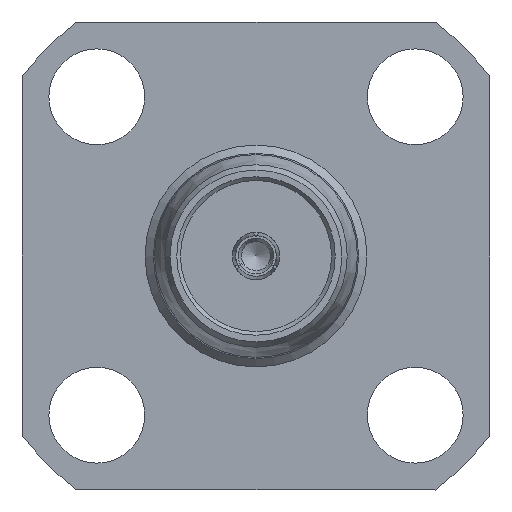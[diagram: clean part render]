
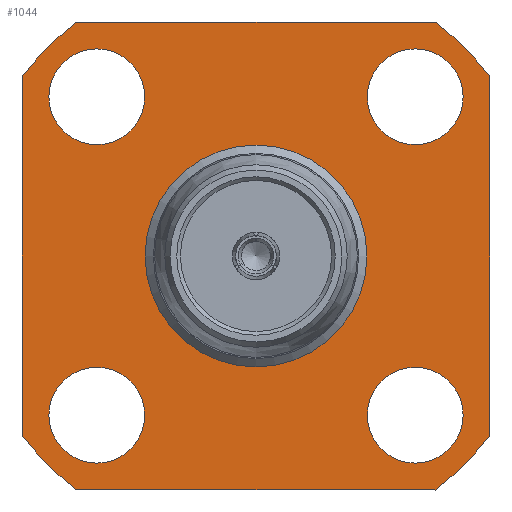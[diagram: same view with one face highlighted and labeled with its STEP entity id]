
A CAD part, left-side view. The second image highlights one B-rep face of the part: STEP entity #1044.
In plain terms, the highlighted planar face has unit normal (-1, 0, 0).
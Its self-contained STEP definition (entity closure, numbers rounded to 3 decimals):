
#9 = EDGE_CURVE ( 'NONE', #547, #547, #133, .T. ) ;
#29 = EDGE_CURVE ( 'NONE', #540, #540, #111, .T. ) ;
#30 = EDGE_CURVE ( 'NONE', #539, #539, #129, .T. ) ;
#42 = EDGE_CURVE ( 'NONE', #538, #538, #1624, .T. ) ;
#63 = EDGE_CURVE ( 'NONE', #950, #953, #1406, .T. ) ;
#106 = AXIS2_PLACEMENT_3D ( 'NONE', #385, #386, #387 ) ;
#107 = AXIS2_PLACEMENT_3D ( 'NONE', #382, #383, #384 ) ;
#111 = CIRCLE ( 'NONE', #107, 1.3 ) ;
#129 = CIRCLE ( 'NONE', #106, 3.01 ) ;
#133 = CIRCLE ( 'NONE', #134, 1.3 ) ;
#134 = AXIS2_PLACEMENT_3D ( 'NONE', #307, #308, #309 ) ;
#171 = DIRECTION ( 'NONE',  ( 0., 0., 1. ) ) ;
#172 = DIRECTION ( 'NONE',  ( -1., 0., 0. ) ) ;
#173 = CARTESIAN_POINT ( 'NONE',  ( 12.025, 0., 0. ) ) ;
#275 = EDGE_CURVE ( 'NONE', #946, #944, #1389, .T. ) ;
#276 = EDGE_CURVE ( 'NONE', #953, #948, #637, .T. ) ;
#277 = EDGE_CURVE ( 'NONE', #947, #946, #636, .T. ) ;
#282 = EDGE_CURVE ( 'NONE', #948, #947, #1377, .T. ) ;
#307 = CARTESIAN_POINT ( 'NONE',  ( 12.025, 4.32, -4.32 ) ) ;
#308 = DIRECTION ( 'NONE',  ( 1., 0., 0. ) ) ;
#309 = DIRECTION ( 'NONE',  ( 0., 0., -1. ) ) ;
#382 = CARTESIAN_POINT ( 'NONE',  ( 12.025, 4.32, 4.32 ) ) ;
#383 = DIRECTION ( 'NONE',  ( 1., 0., 0. ) ) ;
#384 = DIRECTION ( 'NONE',  ( 0., 0., -1. ) ) ;
#385 = CARTESIAN_POINT ( 'NONE',  ( 12.025, 0., 0. ) ) ;
#386 = DIRECTION ( 'NONE',  ( 1., 0., 0. ) ) ;
#387 = DIRECTION ( 'NONE',  ( 0., 1., 0. ) ) ;
#422 = CARTESIAN_POINT ( 'NONE',  ( 12.025, -4.32, 4.32 ) ) ;
#423 = DIRECTION ( 'NONE',  ( 1., 0., 0. ) ) ;
#424 = DIRECTION ( 'NONE',  ( 0., 0., -1. ) ) ;
#487 = VERTEX_POINT ( 'NONE', #1182 ) ;
#494 = VERTEX_POINT ( 'NONE', #1179 ) ;
#525 = VERTEX_POINT ( 'NONE', #1434 ) ;
#538 = VERTEX_POINT ( 'NONE', #1534 ) ;
#539 = VERTEX_POINT ( 'NONE', #1532 ) ;
#540 = VERTEX_POINT ( 'NONE', #1531 ) ;
#547 = VERTEX_POINT ( 'NONE', #1525 ) ;
#553 = LINE ( 'NONE', #1492, #1278 ) ;
#554 = LINE ( 'NONE', #1487, #1281 ) ;
#571 = FACE_OUTER_BOUND ( 'NONE', #826, .T. ) ;
#572 = FACE_BOUND ( 'NONE', #827, .T. ) ;
#573 = FACE_BOUND ( 'NONE', #832, .T. ) ;
#574 = FACE_BOUND ( 'NONE', #833, .T. ) ;
#575 = FACE_BOUND ( 'NONE', #831, .T. ) ;
#576 = FACE_BOUND ( 'NONE', #830, .T. ) ;
#636 = LINE ( 'NONE', #1197, #1376 ) ;
#637 = LINE ( 'NONE', #1198, #1380 ) ;
#691 = ORIENTED_EDGE ( 'NONE', *, *, #9, .T. ) ;
#692 = ORIENTED_EDGE ( 'NONE', *, *, #1068, .T. ) ;
#694 = ORIENTED_EDGE ( 'NONE', *, *, #63, .T. ) ;
#695 = ORIENTED_EDGE ( 'NONE', *, *, #30, .T. ) ;
#696 = ORIENTED_EDGE ( 'NONE', *, *, #42, .T. ) ;
#698 = ORIENTED_EDGE ( 'NONE', *, *, #275, .T. ) ;
#699 = ORIENTED_EDGE ( 'NONE', *, *, #282, .T. ) ;
#700 = ORIENTED_EDGE ( 'NONE', *, *, #277, .T. ) ;
#701 = ORIENTED_EDGE ( 'NONE', *, *, #1066, .T. ) ;
#702 = ORIENTED_EDGE ( 'NONE', *, *, #1061, .T. ) ;
#703 = ORIENTED_EDGE ( 'NONE', *, *, #276, .T. ) ;
#705 = ORIENTED_EDGE ( 'NONE', *, *, #1067, .T. ) ;
#707 = ORIENTED_EDGE ( 'NONE', *, *, #29, .T. ) ;
#826 = EDGE_LOOP ( 'NONE', ( #705, #701, #694, #703, #699, #700, #698, #692 ) ) ;
#827 = EDGE_LOOP ( 'NONE', ( #695 ) ) ;
#830 = EDGE_LOOP ( 'NONE', ( #707 ) ) ;
#831 = EDGE_LOOP ( 'NONE', ( #696 ) ) ;
#832 = EDGE_LOOP ( 'NONE', ( #691 ) ) ;
#833 = EDGE_LOOP ( 'NONE', ( #702 ) ) ;
#944 = VERTEX_POINT ( 'NONE', #1173 ) ;
#946 = VERTEX_POINT ( 'NONE', #1170 ) ;
#947 = VERTEX_POINT ( 'NONE', #1169 ) ;
#948 = VERTEX_POINT ( 'NONE', #1167 ) ;
#950 = VERTEX_POINT ( 'NONE', #1165 ) ;
#953 = VERTEX_POINT ( 'NONE', #1161 ) ;
#1044 = ADVANCED_FACE ( 'NONE', ( #576, #575, #574, #573, #572, #571 ), #1352, .T. ) ;
#1061 = EDGE_CURVE ( 'NONE', #525, #525, #1566, .T. ) ;
#1066 = EDGE_CURVE ( 'NONE', #487, #950, #554, .T. ) ;
#1067 = EDGE_CURVE ( 'NONE', #494, #487, #1249, .T. ) ;
#1068 = EDGE_CURVE ( 'NONE', #944, #494, #553, .T. ) ;
#1077 = CARTESIAN_POINT ( 'NONE',  ( 12.025, 0., 0. ) ) ;
#1079 = DIRECTION ( 'NONE',  ( 0., 1., 0. ) ) ;
#1121 = DIRECTION ( 'NONE',  ( -1., 0., 0. ) ) ;
#1125 = DIRECTION ( 'NONE',  ( 0., 0., 1. ) ) ;
#1161 = CARTESIAN_POINT ( 'NONE',  ( 12.025, -4.866, 6.35 ) ) ;
#1165 = CARTESIAN_POINT ( 'NONE',  ( 12.025, -6.35, 4.866 ) ) ;
#1167 = CARTESIAN_POINT ( 'NONE',  ( 12.025, 4.866, 6.35 ) ) ;
#1169 = CARTESIAN_POINT ( 'NONE',  ( 12.025, 6.35, 4.866 ) ) ;
#1170 = CARTESIAN_POINT ( 'NONE',  ( 12.025, 6.35, -4.866 ) ) ;
#1173 = CARTESIAN_POINT ( 'NONE',  ( 12.025, 4.866, -6.35 ) ) ;
#1179 = CARTESIAN_POINT ( 'NONE',  ( 12.025, -4.866, -6.35 ) ) ;
#1182 = CARTESIAN_POINT ( 'NONE',  ( 12.025, -6.35, -4.866 ) ) ;
#1184 = DIRECTION ( 'NONE',  ( 0., 0., 1. ) ) ;
#1185 = DIRECTION ( 'NONE',  ( -1., 0., 0. ) ) ;
#1186 = CARTESIAN_POINT ( 'NONE',  ( 12.025, 0., 0. ) ) ;
#1196 = DIRECTION ( 'NONE',  ( 0., 0., -1. ) ) ;
#1197 = CARTESIAN_POINT ( 'NONE',  ( 12.025, 6.35, 0. ) ) ;
#1198 = CARTESIAN_POINT ( 'NONE',  ( 12.025, 0., 6.35 ) ) ;
#1249 = CIRCLE ( 'NONE', #1280, 8. ) ;
#1278 = VECTOR ( 'NONE', #1493, 1000. ) ;
#1280 = AXIS2_PLACEMENT_3D ( 'NONE', #1489, #1490, #1491 ) ;
#1281 = VECTOR ( 'NONE', #1488, 1000. ) ;
#1285 = AXIS2_PLACEMENT_3D ( 'NONE', #1465, #1466, #1467 ) ;
#1352 = PLANE ( 'NONE',  #1666 ) ;
#1353 = CARTESIAN_POINT ( 'NONE',  ( 12.025, -6.35, -6.35 ) ) ;
#1354 = DIRECTION ( 'NONE',  ( -1., 0., 0. ) ) ;
#1355 = DIRECTION ( 'NONE',  ( 0., 0., 1. ) ) ;
#1371 = AXIS2_PLACEMENT_3D ( 'NONE', #422, #423, #424 ) ;
#1376 = VECTOR ( 'NONE', #1196, 1000. ) ;
#1377 = CIRCLE ( 'NONE', #1379, 8. ) ;
#1379 = AXIS2_PLACEMENT_3D ( 'NONE', #1186, #1185, #1184 ) ;
#1380 = VECTOR ( 'NONE', #1079, 1000. ) ;
#1381 = AXIS2_PLACEMENT_3D ( 'NONE', #1077, #1121, #1125 ) ;
#1389 = CIRCLE ( 'NONE', #1381, 8. ) ;
#1403 = AXIS2_PLACEMENT_3D ( 'NONE', #173, #172, #171 ) ;
#1406 = CIRCLE ( 'NONE', #1403, 8. ) ;
#1434 = CARTESIAN_POINT ( 'NONE',  ( 12.025, -4.32, -5.62 ) ) ;
#1465 = CARTESIAN_POINT ( 'NONE',  ( 12.025, -4.32, -4.32 ) ) ;
#1466 = DIRECTION ( 'NONE',  ( 1., 0., 0. ) ) ;
#1467 = DIRECTION ( 'NONE',  ( 0., 0., -1. ) ) ;
#1487 = CARTESIAN_POINT ( 'NONE',  ( 12.025, -6.35, 0. ) ) ;
#1488 = DIRECTION ( 'NONE',  ( 0., 0., 1. ) ) ;
#1489 = CARTESIAN_POINT ( 'NONE',  ( 12.025, 0., 0. ) ) ;
#1490 = DIRECTION ( 'NONE',  ( -1., 0., 0. ) ) ;
#1491 = DIRECTION ( 'NONE',  ( 0., 0., 1. ) ) ;
#1492 = CARTESIAN_POINT ( 'NONE',  ( 12.025, 0., -6.35 ) ) ;
#1493 = DIRECTION ( 'NONE',  ( 0., -1., 0. ) ) ;
#1525 = CARTESIAN_POINT ( 'NONE',  ( 12.025, 4.32, -5.62 ) ) ;
#1531 = CARTESIAN_POINT ( 'NONE',  ( 12.025, 4.32, 3.02 ) ) ;
#1532 = CARTESIAN_POINT ( 'NONE',  ( 12.025, 3.01, 0. ) ) ;
#1534 = CARTESIAN_POINT ( 'NONE',  ( 12.025, -4.32, 3.02 ) ) ;
#1566 = CIRCLE ( 'NONE', #1285, 1.3 ) ;
#1624 = CIRCLE ( 'NONE', #1371, 1.3 ) ;
#1666 = AXIS2_PLACEMENT_3D ( 'NONE', #1353, #1354, #1355 ) ;
